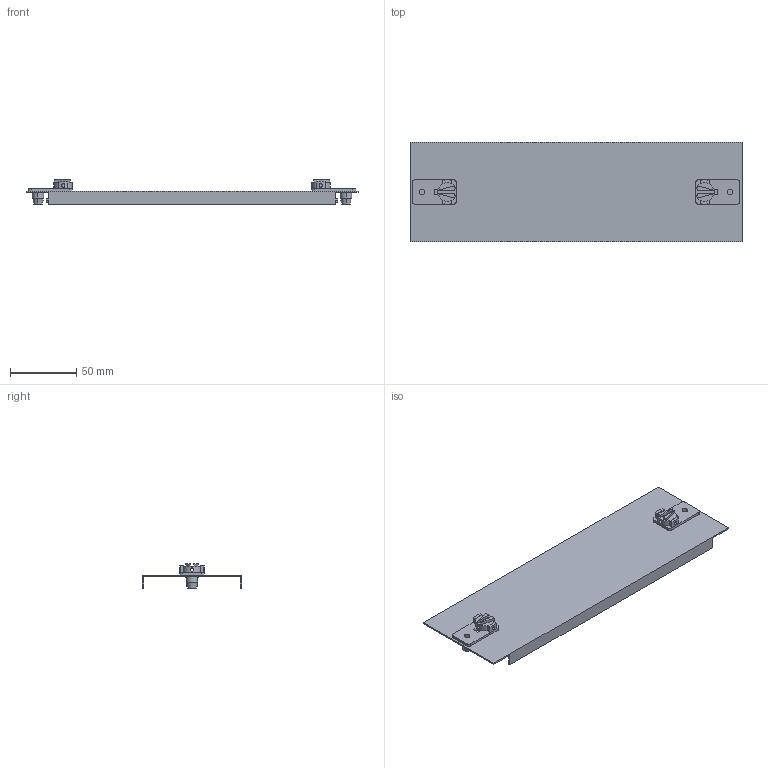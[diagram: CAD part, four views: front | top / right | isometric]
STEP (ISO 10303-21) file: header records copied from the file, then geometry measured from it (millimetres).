
FILE_DESCRIPTION((''),'2;1');
FILE_NAME('001101425_CP_1_0_5_F_ASM','2023-01-23T07:43:31',('klemen.sitar'),('Audax d.o.o.'),'CREO PARAMETRIC BY PTC INC, 2021304','CREO PARAMETRIC BY PTC INC, 2021304','');
FILE_SCHEMA(('AP242_MANAGED_MODEL_BASED_3D_ENGINEERING_MIM_LF { 1 0 10303 442 1 1 4 }'));
Length unit declared in the file: millimetre
Products named in the file (12): PRT0002_1_1_1; PRT0002_1_1_1_1_1_1; PRT0003_1_1_1_1_1_1; BLACK_PIN_ASM_1_ASM_1_ASM_1_ASM_ASM; BLACK_PIN_COLO_ASM_1_ASM_1_ASM__ASM; ASM0002_ASM_1_ASM_1_ASM_1_ASM; PRT0002_1_1_1_1_1_1_1; PRT0003_1_1_1_1_1_1_1; BLACK_PIN_ASM_1_ASM_1_1_ASM_1_A_ASM; BLACK_PIN_COLO_ASM_1_1_ASM_1_AS_ASM; ASM0003_ASM_1_ASM_1_ASM_1_ASM; 001101425_CP_1_0_5_F_ASM
Assembly tree (11 placements, depth 5):
  001101425_CP_1_0_5_F_ASM
    PRT0002_1_1_1
    ASM0002_ASM_1_ASM_1_ASM_1_ASM
      BLACK_PIN_COLO_ASM_1_ASM_1_ASM__ASM
        BLACK_PIN_ASM_1_ASM_1_ASM_1_ASM_ASM
          PRT0002_1_1_1_1_1_1
          PRT0003_1_1_1_1_1_1
    ASM0003_ASM_1_ASM_1_ASM_1_ASM
      BLACK_PIN_COLO_ASM_1_1_ASM_1_AS_ASM
        BLACK_PIN_ASM_1_ASM_1_1_ASM_1_A_ASM
          PRT0002_1_1_1_1_1_1_1
          PRT0003_1_1_1_1_1_1_1
Bounding box: 250 x 75 x 18.6 mm (x, y, z)
Volume: 28190 mm3; surface area: 51544.4 mm2
Topology: 5 solids, 5 shells, 182 faces, 544 edges, 392 vertices
Faces by surface type: plane 118, cylinder 60, cone 4
Entity records: 10056 total; most frequent: CARTESIAN_POINT 1468, DIRECTION 1116, ORIENTED_EDGE 1052, PRESENTATION_STYLE_ASSIGNMENT 587, STYLED_ITEM 587, CURVE_STYLE 556, EDGE_CURVE 526, PRESENTATION_LAYER_ASSIGNMENT 423
